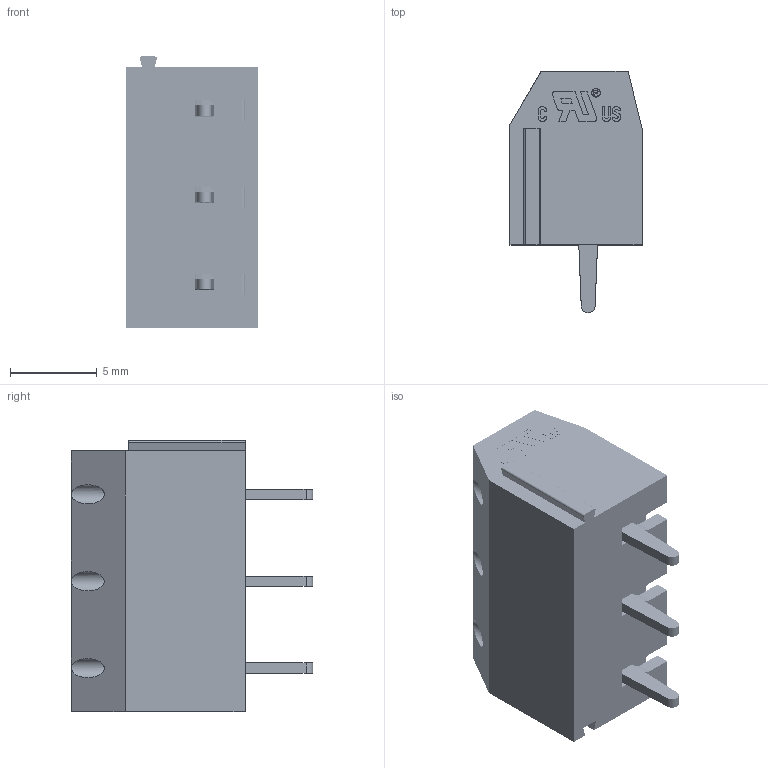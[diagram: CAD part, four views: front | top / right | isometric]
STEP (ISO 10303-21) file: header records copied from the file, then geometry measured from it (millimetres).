
FILE_DESCRIPTION(/* description */ (''),/* implementation_level */ '2;1');
FILE_NAME(/* name */ '3 PIN DG306-5 ORANGE - PITCH 5 mm.stp',/* time_stamp */ '2022-07-23T20:07:48+02:00',/* author */ ('JOSE LUIS'),/* organization */ (''),/* preprocessor_version */ 'ST-DEVELOPER v18',/* originating_system */ 'Autodesk Inventor 2020',/* authorisation */ '');
FILE_SCHEMA (('AUTOMOTIVE_DESIGN { 1 0 10303 214 3 1 1 }'));
Products named in the file (1): 3 PIN DG306-5 ORANGE - PITCH 5 mm
Bounding box: 7.6 x 13.89 x 15.6 mm (x, y, z)
Volume: 93.5 mm3; surface area: 2327.7 mm2
Topology: 6 solids, 7 shells, 825 faces, 2303 edges, 1510 vertices
Faces by surface type: plane 424, bspline 219, cylinder 140, torus 27, cone 15
Full cylindrical faces by diameter (mm): 0.476 x1, 0.5 x1, 1.1 x3, 1.93 x3, 2.226 x3, 2.258 x6, 3.6 x9
Entity records: 48169 total; most frequent: CARTESIAN_POINT 27399, ORIENTED_EDGE 4582, DIRECTION 3388, EDGE_CURVE 2291, VERTEX_POINT 1504, LINE 1322, VECTOR 1322, AXIS2_PLACEMENT_3D 1033
